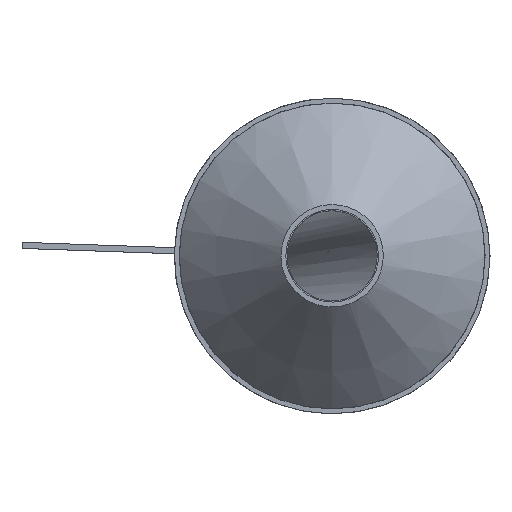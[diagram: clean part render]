
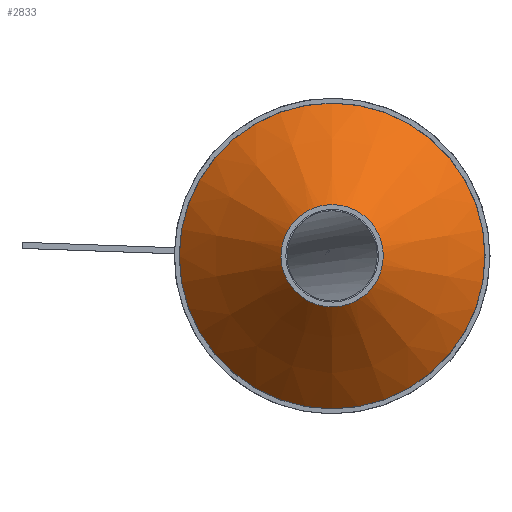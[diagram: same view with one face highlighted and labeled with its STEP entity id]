
A CAD part, top view. The second image highlights one B-rep face of the part: STEP entity #2833.
In plain terms, the highlighted conical face has half-angle 44.513 degrees and reference radius 163.5 mm.
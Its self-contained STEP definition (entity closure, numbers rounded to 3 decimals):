
#714=FACE_BOUND('',#1057,.T.);
#856=FACE_OUTER_BOUND('',#1056,.T.);
#1056=EDGE_LOOP('',(#2125));
#1057=EDGE_LOOP('',(#2126));
#1398=CIRCLE('',#3058,76.);
#1399=CIRCLE('',#3059,251.);
#1533=VERTEX_POINT('',#4379);
#1534=VERTEX_POINT('',#4381);
#1794=EDGE_CURVE('',#1533,#1533,#1398,.T.);
#1795=EDGE_CURVE('',#1534,#1534,#1399,.T.);
#2125=ORIENTED_EDGE('',*,*,#1794,.F.);
#2126=ORIENTED_EDGE('',*,*,#1795,.T.);
#2787=CONICAL_SURFACE('',#3057,163.5,44.513);
#2833=ADVANCED_FACE('',(#856,#714),#2787,.T.);
#3057=AXIS2_PLACEMENT_3D('',#4378,#3458,#3459);
#3058=AXIS2_PLACEMENT_3D('',#4380,#3460,#3461);
#3059=AXIS2_PLACEMENT_3D('',#4382,#3462,#3463);
#3458=DIRECTION('center_axis',(0.,0.,-1.));
#3459=DIRECTION('ref_axis',(0.,-1.,0.));
#3460=DIRECTION('center_axis',(0.,0.,1.));
#3461=DIRECTION('ref_axis',(0.,-1.,0.));
#3462=DIRECTION('center_axis',(0.,0.,1.));
#3463=DIRECTION('ref_axis',(0.,-1.,0.));
#4378=CARTESIAN_POINT('Origin',(0.,0.,91.));
#4379=CARTESIAN_POINT('',(0.,-76.,180.));
#4380=CARTESIAN_POINT('Origin',(0.,0.,180.));
#4381=CARTESIAN_POINT('',(0.,-251.,2.));
#4382=CARTESIAN_POINT('Origin',(0.,0.,2.));
